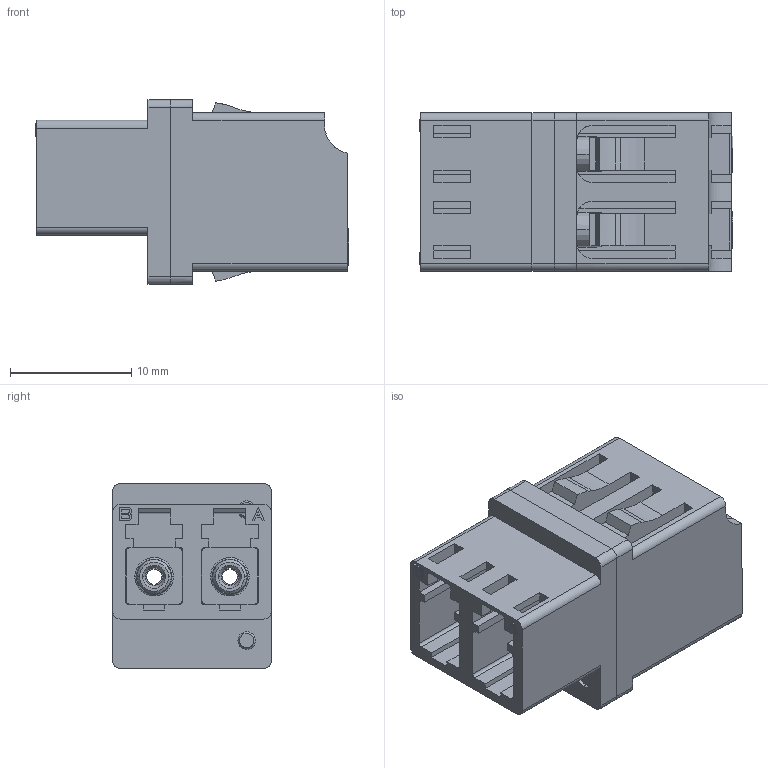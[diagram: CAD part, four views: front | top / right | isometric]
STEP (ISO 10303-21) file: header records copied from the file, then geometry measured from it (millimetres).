
FILE_DESCRIPTION (( 'STEP AP214' ), '1' );
FILE_NAME ('FOA-803.STEP', '2015-09-21T15:33:10', ( 'L-Com' ), ( 'L-Com Global Connectivity' ), 'SwSTEP 2.0', 'SolidWorks 2014', '' );
FILE_SCHEMA (( 'AUTOMOTIVE_DESIGN' ));
Length unit declared in the file: millimetre
Products named in the file (1): FOA-803
Bounding box: 25.84 x 13.08 x 15.24 mm (x, y, z)
Volume: 2056.2 mm3; surface area: 3968.2 mm2
Topology: 4 solids, 4 shells, 491 faces, 1289 edges, 810 vertices
Faces by surface type: plane 245, cylinder 150, cone 60, bspline 36
Entity records: 21602 total; most frequent: CARTESIAN_POINT 4387, ORIENTED_EDGE 2562, DIRECTION 2303, EDGE_CURVE 1281, VERTEX_POINT 810, VECTOR 795, LINE 795, AXIS2_PLACEMENT_3D 754
